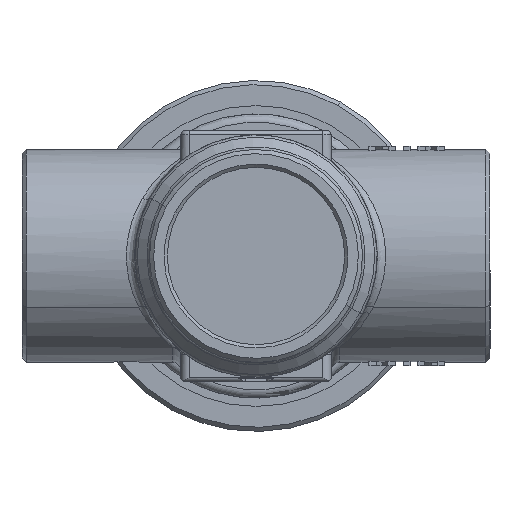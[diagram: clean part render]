
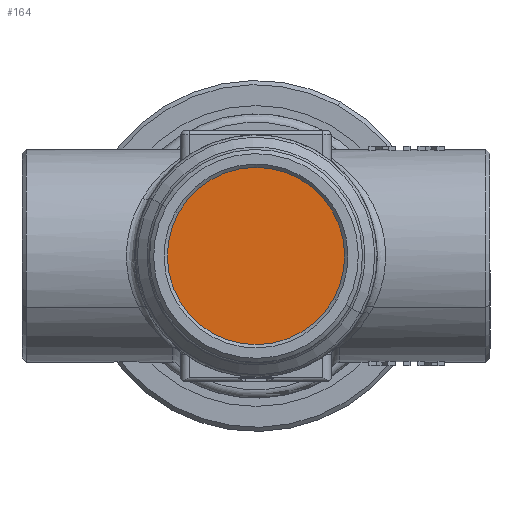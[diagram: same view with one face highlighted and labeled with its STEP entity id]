
A CAD part, front view. The second image highlights one B-rep face of the part: STEP entity #164.
In plain terms, the highlighted planar face has unit normal (0, -1, 0).
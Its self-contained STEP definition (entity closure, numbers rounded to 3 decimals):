
#141=CARTESIAN_POINT('Axis2P3D Location',(0.,-53.107,0.)) ;
#146=CARTESIAN_POINT('Axis2P3D Location',(0.,-53.107,0.)) ;
#150=CARTESIAN_POINT('Vertex',(-9.308,-53.107,5.085)) ;
#152=CARTESIAN_POINT('Vertex',(9.308,-53.107,-5.085)) ;
#155=CARTESIAN_POINT('Axis2P3D Location',(0.,-53.107,0.)) ;
#142=DIRECTION('Axis2P3D Direction',(-0.,1.,0.)) ;
#143=DIRECTION('Axis2P3D XDirection',(1.,0.,0.)) ;
#147=DIRECTION('Axis2P3D Direction',(-0.,1.,0.)) ;
#156=DIRECTION('Axis2P3D Direction',(-0.,1.,0.)) ;
#144=AXIS2_PLACEMENT_3D('Plane Axis2P3D',#141,#142,#143) ;
#148=AXIS2_PLACEMENT_3D('Circle Axis2P3D',#146,#147,$) ;
#157=AXIS2_PLACEMENT_3D('Circle Axis2P3D',#155,#156,$) ;
#161=ORIENTED_EDGE('',*,*,#154,.F.) ;
#162=ORIENTED_EDGE('',*,*,#159,.F.) ;
#164=ADVANCED_FACE('PartBody',(#163),#145,.F.) ;
#149=CIRCLE('generated circle',#148,10.607) ;
#158=CIRCLE('generated circle',#157,10.607) ;
#154=EDGE_CURVE('',#151,#153,#149,.T.) ;
#159=EDGE_CURVE('',#153,#151,#158,.T.) ;
#160=EDGE_LOOP('',(#161,#162)) ;
#163=FACE_OUTER_BOUND('',#160,.T.) ;
#145=PLANE('',#144) ;
#151=VERTEX_POINT('',#150) ;
#153=VERTEX_POINT('',#152) ;
